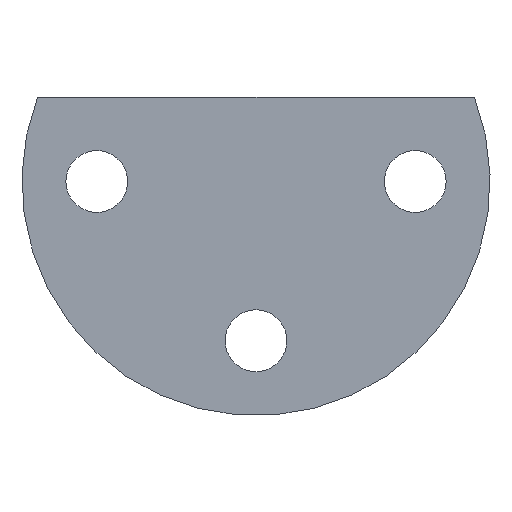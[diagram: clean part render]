
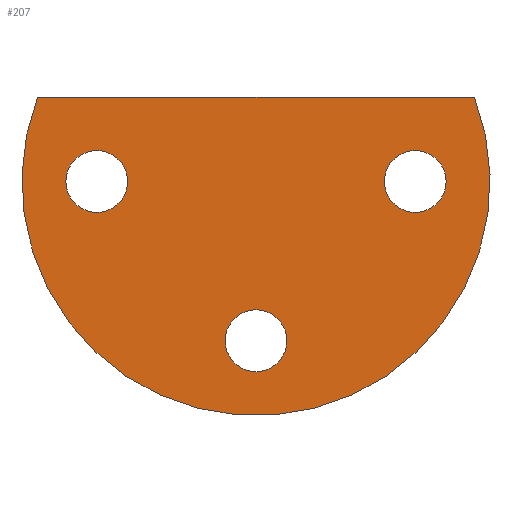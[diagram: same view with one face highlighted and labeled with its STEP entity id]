
A CAD part, left-side view. The second image highlights one B-rep face of the part: STEP entity #207.
In plain terms, the highlighted planar face has unit normal (-1, 0, 0).
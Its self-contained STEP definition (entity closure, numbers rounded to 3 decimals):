
#207 = ADVANCED_FACE( '', ( #404, #405, #406, #407 ), #408, .F. );
#404 = FACE_OUTER_BOUND( '', #588, .T. );
#405 = FACE_BOUND( '', #589, .T. );
#406 = FACE_BOUND( '', #590, .T. );
#407 = FACE_BOUND( '', #591, .T. );
#408 = PLANE( '', #592 );
#588 = EDGE_LOOP( '', ( #960, #961 ) );
#589 = EDGE_LOOP( '', ( #962 ) );
#590 = EDGE_LOOP( '', ( #963 ) );
#591 = EDGE_LOOP( '', ( #964 ) );
#592 = AXIS2_PLACEMENT_3D( '', #965, #966, #967 );
#960 = ORIENTED_EDGE( '', *, *, #1017, .F. );
#961 = ORIENTED_EDGE( '', *, *, #1130, .T. );
#962 = ORIENTED_EDGE( '', *, *, #1054, .F. );
#963 = ORIENTED_EDGE( '', *, *, #1085, .T. );
#964 = ORIENTED_EDGE( '', *, *, #1106, .F. );
#965 = CARTESIAN_POINT( '', ( 0., 0., 0. ) );
#966 = DIRECTION( '', ( 1., 0., 0. ) );
#967 = DIRECTION( '', ( 0., 0., -1. ) );
#1017 = EDGE_CURVE( '', #1179, #1175, #1181, .T. );
#1054 = EDGE_CURVE( '', #1237, #1237, #1238, .F. );
#1085 = EDGE_CURVE( '', #1280, #1280, #1281, .T. );
#1106 = EDGE_CURVE( '', #1309, #1309, #1310, .T. );
#1130 = EDGE_CURVE( '', #1179, #1175, #1338, .T. );
#1175 = VERTEX_POINT( '', #1417 );
#1179 = VERTEX_POINT( '', #1422 );
#1181 = CIRCLE( '', #1425, 25. );
#1237 = VERTEX_POINT( '', #1549 );
#1238 = CIRCLE( '', #1550, 3.3 );
#1280 = VERTEX_POINT( '', #1635 );
#1281 = CIRCLE( '', #1636, 3.3 );
#1309 = VERTEX_POINT( '', #1682 );
#1310 = CIRCLE( '', #1683, 3.3 );
#1338 = LINE( '', #1717, #1718 );
#1417 = CARTESIAN_POINT( '', ( 0., 23.324, 9. ) );
#1422 = CARTESIAN_POINT( '', ( 0., -23.324, 9. ) );
#1425 = AXIS2_PLACEMENT_3D( '', #1749, #1750, #1751 );
#1549 = CARTESIAN_POINT( '', ( 0., 17., -3.3 ) );
#1550 = AXIS2_PLACEMENT_3D( '', #1787, #1788, #1789 );
#1635 = CARTESIAN_POINT( '', ( 0., 0., -20.3 ) );
#1636 = AXIS2_PLACEMENT_3D( '', #1818, #1819, #1820 );
#1682 = CARTESIAN_POINT( '', ( 0., -17., 3.3 ) );
#1683 = AXIS2_PLACEMENT_3D( '', #1841, #1842, #1843 );
#1717 = CARTESIAN_POINT( '', ( 0., -27., 9. ) );
#1718 = VECTOR( '', #1865, 1000. );
#1749 = CARTESIAN_POINT( '', ( 0., 0., 0. ) );
#1750 = DIRECTION( '', ( 1., 0., 0. ) );
#1751 = DIRECTION( '', ( 0., 0., -1. ) );
#1787 = CARTESIAN_POINT( '', ( 0., 17., 0. ) );
#1788 = DIRECTION( '', ( 1., 0., 0. ) );
#1789 = DIRECTION( '', ( 0., 0., -1. ) );
#1818 = CARTESIAN_POINT( '', ( 0., 0., -17. ) );
#1819 = DIRECTION( '', ( 1., 0., 0. ) );
#1820 = DIRECTION( '', ( 0., 0., -1. ) );
#1841 = CARTESIAN_POINT( '', ( 0., -17., 0. ) );
#1842 = DIRECTION( '', ( -1., 0., 0. ) );
#1843 = DIRECTION( '', ( 0., 0., 1. ) );
#1865 = DIRECTION( '', ( 0., 1., 0. ) );
